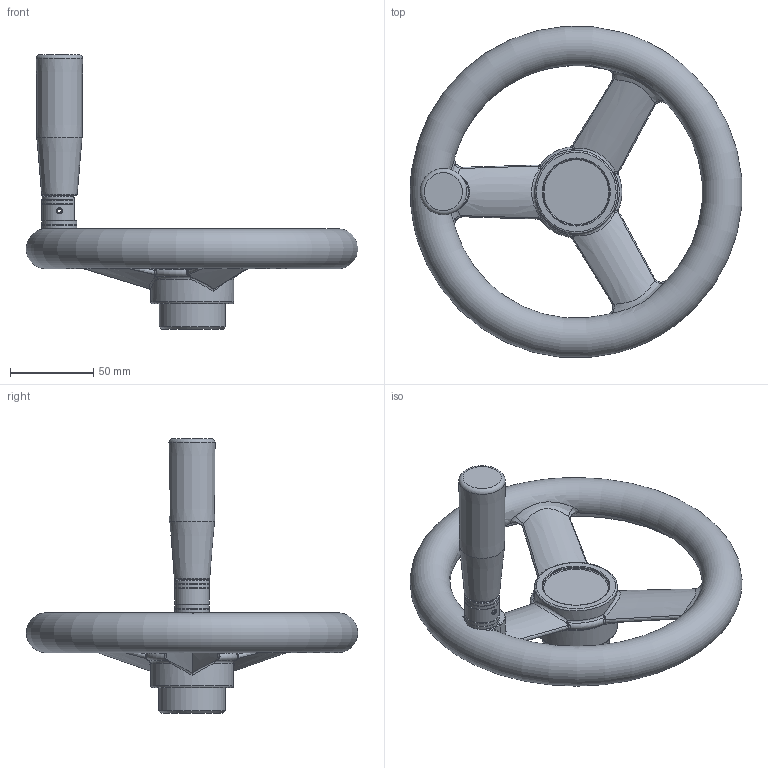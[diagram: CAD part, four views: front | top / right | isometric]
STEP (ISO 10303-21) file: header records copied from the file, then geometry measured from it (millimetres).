
FILE_DESCRIPTION( ( 'Unknown' ), '1' );
FILE_NAME( '6152020_VR200-MR.stp', 'Unknown', ( 'Unknown' ), ( 'Unknown' ), 'PSStep 11.0', 'Unknown', ' ' );
FILE_SCHEMA( ( 'AUTOMOTIVE_DESIGN { 1 0 10303 214 1 1 1 1 }' ) );
Length unit declared in the file: millimetre
Products named in the file (1): 1836093
Bounding box: 199.6 x 199.47 x 165.4 mm (x, y, z)
Volume: 399345.5 mm3; surface area: 83639.6 mm2
Topology: 1 solids, 2 shells, 266 faces, 670 edges, 404 vertices
Faces by surface type: bspline 76, plane 73, cylinder 50, cone 30, torus 23, sphere 14
Full cylindrical faces by diameter (mm): 3.2 x2, 3.5 x1, 5.422 x1, 6 x3, 6.95 x1, 7 x1, 7.03 x1, 7.471 x1, 8.17 x1, 8.3 x1, 11 x1, 11.5 x1, 11.52 x1, 11.538 x1, 12 x2, 12.6 x1, 13.076 x1, 21 x2, 32 x1, 40 x2, 50 x2
Entity records: 23602 total; most frequent: CARTESIAN_POINT 16112, ORIENTED_EDGE 1144, DIRECTION 971, EDGE_CURVE 572, AXIS2_PLACEMENT_3D 426, VERTEX_POINT 369, EDGE_LOOP 350, FACE_OUTER_BOUND 306
